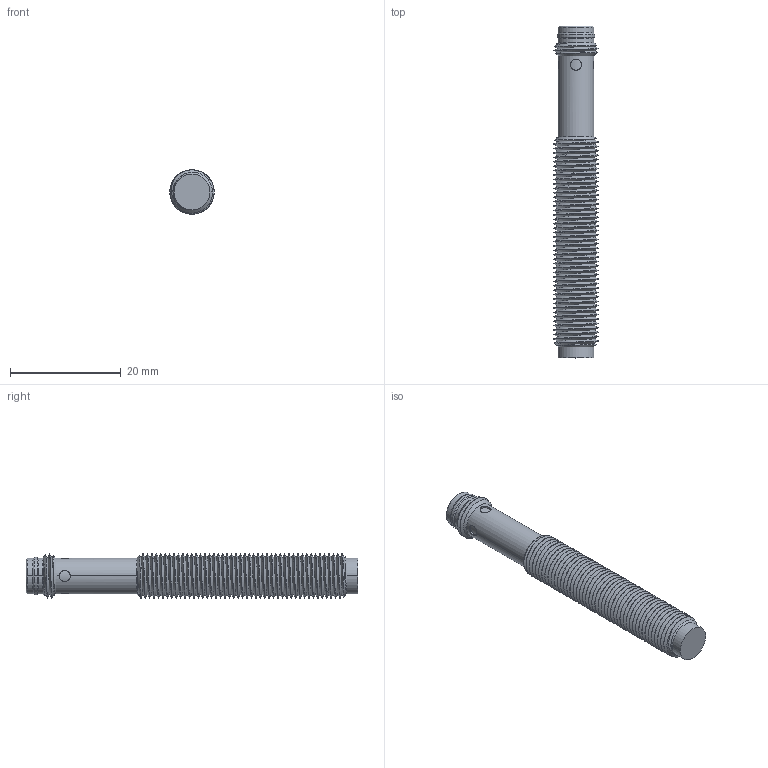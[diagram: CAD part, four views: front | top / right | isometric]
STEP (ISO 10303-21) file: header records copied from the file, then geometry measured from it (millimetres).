
FILE_DESCRIPTION((''),'2;1');
FILE_NAME('ECS1-0802X-XCU3','2017-01-09T',('Administrator'),(''),'PRO/ENGINEER BY PARAMETRIC TECHNOLOGY CORPORATION, 2007170','PRO/ENGINEER BY PARAMETRIC TECHNOLOGY CORPORATION, 2007170','');
FILE_SCHEMA(('CONFIG_CONTROL_DESIGN'));
Length unit declared in the file: millimetre
Products named in the file (1): ECS1-0802X-XCU3
Bounding box: 8 x 60 x 8 mm (x, y, z)
Volume: 2227.6 mm3; surface area: 2423 mm2
Topology: 1 solids, 1 shells, 173 faces, 500 edges, 329 vertices
Faces by surface type: cylinder 122, bspline 28, cone 14, sphere 6, plane 3
Entity records: 15177 total; most frequent: CARTESIAN_POINT 11189, ORIENTED_EDGE 988, DIRECTION 570, EDGE_CURVE 494, VERTEX_POINT 329, B_SPLINE_CURVE_WITH_KNOTS 276, AXIS2_PLACEMENT_3D 207, EDGE_LOOP 179
